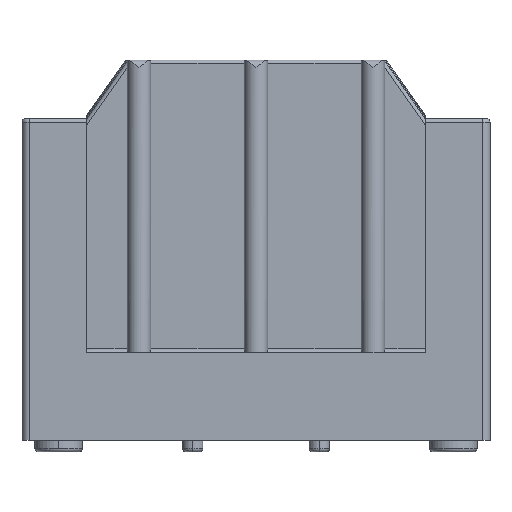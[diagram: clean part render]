
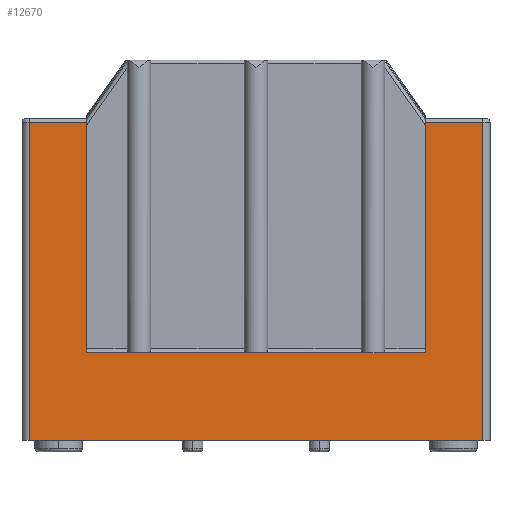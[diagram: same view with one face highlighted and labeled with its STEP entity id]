
A CAD part, left-side view. The second image highlights one B-rep face of the part: STEP entity #12670.
In plain terms, the highlighted planar face has unit normal (-1, 0, 0).
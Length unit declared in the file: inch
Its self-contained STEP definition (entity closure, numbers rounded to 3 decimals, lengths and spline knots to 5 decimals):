
#472 = ORIENTED_EDGE ( 'NONE', *, *, #39342, .F. ) ;
#853 = ORIENTED_EDGE ( 'NONE', *, *, #14753, .T. ) ;
#1052 = LINE ( 'NONE', #12425, #27517 ) ;
#1660 = CARTESIAN_POINT ( 'NONE',  ( -1., 0., -3.25 ) ) ;
#2186 = PLANE ( 'NONE',  #5393 ) ;
#2773 = LINE ( 'NONE', #3262, #8535 ) ;
#3262 = CARTESIAN_POINT ( 'NONE',  ( -1., -1.45, -2.5 ) ) ;
#4356 = EDGE_CURVE ( 'NONE', #39195, #40428, #45135, .T. ) ;
#5057 = EDGE_CURVE ( 'NONE', #37673, #38734, #2773, .T. ) ;
#5393 = AXIS2_PLACEMENT_3D ( 'NONE', #28809, #65556, #34171 ) ;
#5498 = CARTESIAN_POINT ( 'NONE',  ( -1., 1., -2.5 ) ) ;
#5856 = VERTEX_POINT ( 'NONE', #5498 ) ;
#6759 = EDGE_CURVE ( 'NONE', #34204, #57958, #35383, .T. ) ;
#7005 = DIRECTION ( 'NONE',  ( 0., 1., 0. ) ) ;
#7184 = VECTOR ( 'NONE', #40396, 39.37008 ) ;
#8535 = VECTOR ( 'NONE', #8547, 39.37008 ) ;
#8547 = DIRECTION ( 'NONE',  ( 0., 0., 1. ) ) ;
#9324 = ORIENTED_EDGE ( 'NONE', *, *, #6759, .F. ) ;
#11181 = VERTEX_POINT ( 'NONE', #23269 ) ;
#12425 = CARTESIAN_POINT ( 'NONE',  ( -1., 0., -2.5 ) ) ;
#12670 = ADVANCED_FACE ( 'NONE', ( #32339 ), #2186, .T. ) ;
#13700 = CARTESIAN_POINT ( 'NONE',  ( -1., 0., -0.5312 ) ) ;
#13803 = CARTESIAN_POINT ( 'NONE',  ( -1., 0., -2.5 ) ) ;
#14457 = CARTESIAN_POINT ( 'NONE',  ( -1., -1., -2.5 ) ) ;
#14753 = EDGE_CURVE ( 'NONE', #41009, #11181, #21842, .T. ) ;
#17733 = DIRECTION ( 'NONE',  ( 0., -1., 0. ) ) ;
#18102 = CARTESIAN_POINT ( 'NONE',  ( -1., -1.45, -2.5 ) ) ;
#18138 = VERTEX_POINT ( 'NONE', #19107 ) ;
#19011 = DIRECTION ( 'NONE',  ( 0., 1., 0. ) ) ;
#19107 = CARTESIAN_POINT ( 'NONE',  ( -1., -1.9375, -0.5312 ) ) ;
#19888 = VECTOR ( 'NONE', #58668, 39.37008 ) ;
#20030 = CARTESIAN_POINT ( 'NONE',  ( -1., 0., -0.5312 ) ) ;
#20171 = EDGE_LOOP ( 'NONE', ( #44872, #27471, #61074, #472, #9324, #44956, #20581, #32444, #61204, #853, #20275 ) ) ;
#20275 = ORIENTED_EDGE ( 'NONE', *, *, #62799, .F. ) ;
#20581 = ORIENTED_EDGE ( 'NONE', *, *, #27829, .F. ) ;
#21842 = LINE ( 'NONE', #26096, #49834 ) ;
#23269 = CARTESIAN_POINT ( 'NONE',  ( -1., 1.9375, -3.25 ) ) ;
#25379 = DIRECTION ( 'NONE',  ( 0., 1., 0. ) ) ;
#26096 = CARTESIAN_POINT ( 'NONE',  ( -1., 1.9375, 0. ) ) ;
#27471 = ORIENTED_EDGE ( 'NONE', *, *, #63788, .T. ) ;
#27517 = VECTOR ( 'NONE', #17733, 39.37008 ) ;
#27829 = EDGE_CURVE ( 'NONE', #39195, #5856, #1052, .T. ) ;
#28809 = CARTESIAN_POINT ( 'NONE',  ( -1., 0., 0. ) ) ;
#29878 = CARTESIAN_POINT ( 'NONE',  ( -1., -1.45, -0.5312 ) ) ;
#31140 = VECTOR ( 'NONE', #36115, 39.37008 ) ;
#32339 = FACE_OUTER_BOUND ( 'NONE', #20171, .T. ) ;
#32444 = ORIENTED_EDGE ( 'NONE', *, *, #4356, .T. ) ;
#34171 = DIRECTION ( 'NONE',  ( 0., 0., 1. ) ) ;
#34204 = VERTEX_POINT ( 'NONE', #39634 ) ;
#35099 = VECTOR ( 'NONE', #25379, 39.37008 ) ;
#35383 = LINE ( 'NONE', #13803, #7184 ) ;
#36115 = DIRECTION ( 'NONE',  ( 0., 0., 1. ) ) ;
#36921 = EDGE_CURVE ( 'NONE', #63881, #18138, #61889, .T. ) ;
#37673 = VERTEX_POINT ( 'NONE', #18102 ) ;
#37853 = LINE ( 'NONE', #46123, #51717 ) ;
#38734 = VERTEX_POINT ( 'NONE', #29878 ) ;
#38864 = VECTOR ( 'NONE', #7005, 39.37008 ) ;
#39195 = VERTEX_POINT ( 'NONE', #55729 ) ;
#39342 = EDGE_CURVE ( 'NONE', #57958, #37673, #37853, .T. ) ;
#39634 = CARTESIAN_POINT ( 'NONE',  ( -1., 0., -2.5 ) ) ;
#40396 = DIRECTION ( 'NONE',  ( 0., -1., 0. ) ) ;
#40428 = VERTEX_POINT ( 'NONE', #58305 ) ;
#40504 = LINE ( 'NONE', #1660, #38864 ) ;
#41009 = VERTEX_POINT ( 'NONE', #63724 ) ;
#42106 = EDGE_CURVE ( 'NONE', #40428, #41009, #62922, .T. ) ;
#42415 = VECTOR ( 'NONE', #19011, 39.37008 ) ;
#44872 = ORIENTED_EDGE ( 'NONE', *, *, #36921, .T. ) ;
#44956 = ORIENTED_EDGE ( 'NONE', *, *, #51466, .F. ) ;
#45135 = LINE ( 'NONE', #62202, #31140 ) ;
#45755 = CARTESIAN_POINT ( 'NONE',  ( -1., -1.9375, -3.25 ) ) ;
#46123 = CARTESIAN_POINT ( 'NONE',  ( -1., 0., -2.5 ) ) ;
#47047 = DIRECTION ( 'NONE',  ( 0., 0., -1. ) ) ;
#47889 = CARTESIAN_POINT ( 'NONE',  ( -1., -1.9375, 0. ) ) ;
#49834 = VECTOR ( 'NONE', #47047, 39.37008 ) ;
#50647 = VECTOR ( 'NONE', #50780, 39.37008 ) ;
#50780 = DIRECTION ( 'NONE',  ( 0., -1., 0. ) ) ;
#51466 = EDGE_CURVE ( 'NONE', #5856, #34204, #64622, .T. ) ;
#51717 = VECTOR ( 'NONE', #52500, 39.37008 ) ;
#52500 = DIRECTION ( 'NONE',  ( 0., -1., 0. ) ) ;
#55729 = CARTESIAN_POINT ( 'NONE',  ( -1., 1.45, -2.5 ) ) ;
#56323 = LINE ( 'NONE', #13700, #42415 ) ;
#57958 = VERTEX_POINT ( 'NONE', #14457 ) ;
#58305 = CARTESIAN_POINT ( 'NONE',  ( -1., 1.45, -0.5312 ) ) ;
#58668 = DIRECTION ( 'NONE',  ( 0., 0., 1. ) ) ;
#61074 = ORIENTED_EDGE ( 'NONE', *, *, #5057, .F. ) ;
#61204 = ORIENTED_EDGE ( 'NONE', *, *, #42106, .T. ) ;
#61889 = LINE ( 'NONE', #47889, #19888 ) ;
#62202 = CARTESIAN_POINT ( 'NONE',  ( -1., 1.45, -2.5 ) ) ;
#62799 = EDGE_CURVE ( 'NONE', #63881, #11181, #40504, .T. ) ;
#62922 = LINE ( 'NONE', #20030, #35099 ) ;
#63724 = CARTESIAN_POINT ( 'NONE',  ( -1., 1.9375, -0.5312 ) ) ;
#63788 = EDGE_CURVE ( 'NONE', #18138, #38734, #56323, .T. ) ;
#63881 = VERTEX_POINT ( 'NONE', #45755 ) ;
#64622 = LINE ( 'NONE', #66401, #50647 ) ;
#65556 = DIRECTION ( 'NONE',  ( -1., 0., 0. ) ) ;
#66401 = CARTESIAN_POINT ( 'NONE',  ( -1., 0., -2.5 ) ) ;
